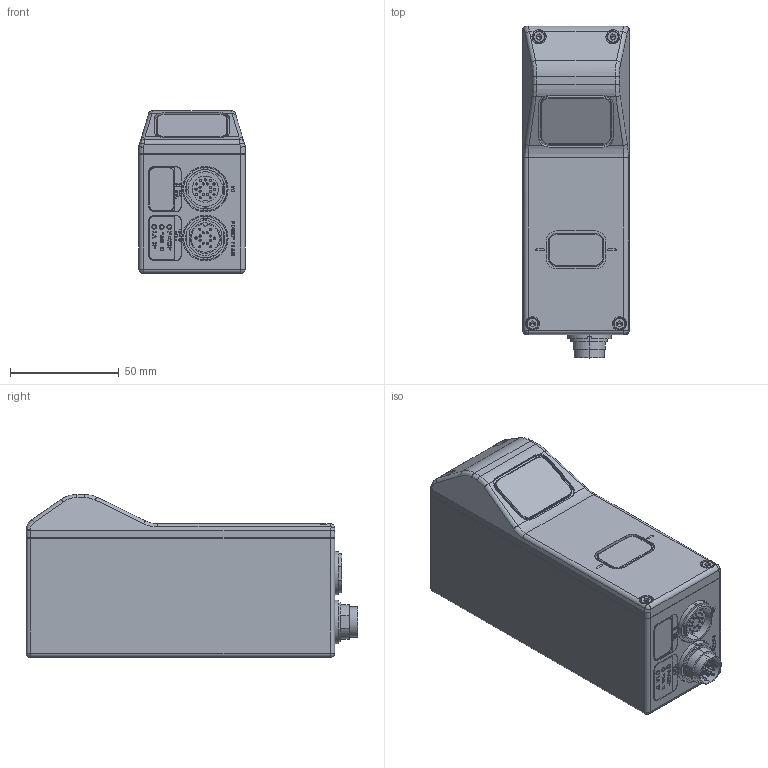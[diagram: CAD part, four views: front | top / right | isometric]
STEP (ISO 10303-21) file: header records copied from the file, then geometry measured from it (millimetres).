
FILE_DESCRIPTION((''),'2;1');
FILE_NAME('213087_ASM','2019-09-11T14:32:06',('pdmadmin'),('BANNER ENGINEERING'),'CREO PARAMETRIC BY PTC INC, 2018300','CREO PARAMETRIC BY PTC INC, 2018300','');
FILE_SCHEMA(('CONFIG_CONTROL_DESIGN'));
Length unit declared in the file: millimetre
Products named in the file (2): LPM300_301-170NIX485RXQ; 213087_ASM
Assembly tree (1 placements, depth 2):
  213087_ASM
    LPM300_301-170NIX485RXQ
Bounding box: 49 x 152.7 x 75 mm (x, y, z)
Volume: 446091.9 mm3; surface area: 44618.2 mm2
Topology: 1 solids, 1 shells, 582 faces, 1659 edges, 1108 vertices
Faces by surface type: plane 256, cylinder 224, cone 50, sphere 34, bspline 11, torus 7
Entity records: 19676 total; most frequent: CARTESIAN_POINT 4383, ORIENTED_EDGE 3184, DIRECTION 3175, EDGE_CURVE 1592, AXIS2_PLACEMENT_3D 1137, VERTEX_POINT 1108, VECTOR 901, LINE 901
